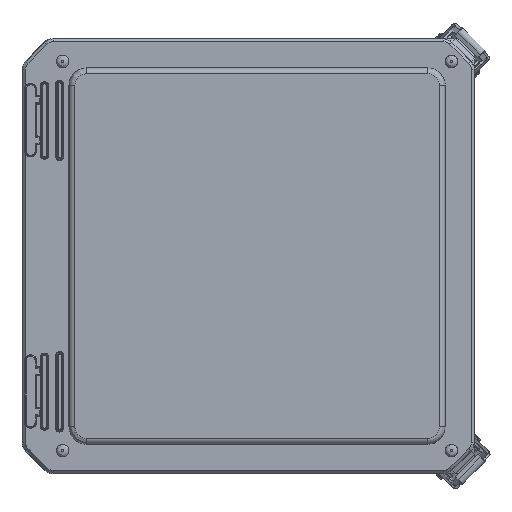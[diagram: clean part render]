
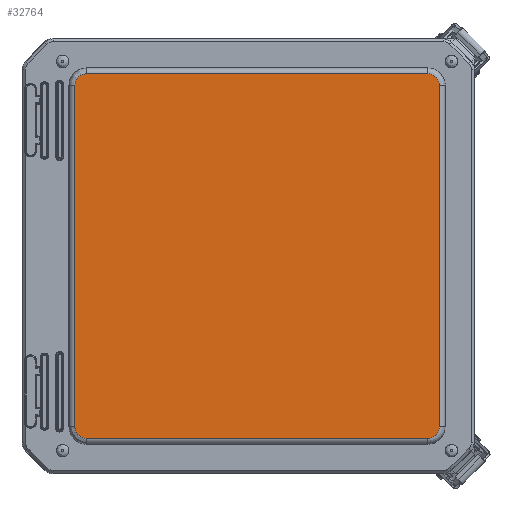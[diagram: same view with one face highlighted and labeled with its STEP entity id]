
A CAD part, top view. The second image highlights one B-rep face of the part: STEP entity #32764.
In plain terms, the highlighted face is planar.
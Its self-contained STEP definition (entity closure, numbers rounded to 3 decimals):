
#978=ELLIPSE($,#36375,0.25,0.25);
#981=ELLIPSE($,#36379,0.25,0.25);
#982=ELLIPSE($,#36385,0.25,0.25);
#985=ELLIPSE($,#36389,0.25,0.25);
#4670=LINE($,#75290,#6962);
#4672=LINE($,#75450,#6964);
#4675=LINE($,#75457,#6967);
#4677=LINE($,#75613,#6969);
#6962=VECTOR($,#45634,7.36);
#6964=VECTOR($,#45654,7.362);
#6967=VECTOR($,#45661,7.362);
#6969=VECTOR($,#45677,7.36);
#7795=PLANE($,#36395);
#9842=FACE_OUTER_BOUND($,#12014,.T.);
#12014=EDGE_LOOP($,(#29907,#29908,#29909,#29910,#29911,#29912,#29913,#29914));
#16165=VERTEX_POINT($,#75287);
#16166=VERTEX_POINT($,#75289);
#16169=VERTEX_POINT($,#75365);
#16170=VERTEX_POINT($,#75441);
#16173=VERTEX_POINT($,#75448);
#16174=VERTEX_POINT($,#75453);
#16177=VERTEX_POINT($,#75539);
#16178=VERTEX_POINT($,#75606);
#20773=EDGE_CURVE($,#16165,#16166,#4670,.T.);
#20777=EDGE_CURVE($,#16169,#16165,#978,.T.);
#20781=EDGE_CURVE($,#16166,#16170,#981,.T.);
#20783=EDGE_CURVE($,#16173,#16169,#4672,.T.);
#20787=EDGE_CURVE($,#16170,#16174,#4675,.T.);
#20789=EDGE_CURVE($,#16177,#16173,#982,.T.);
#20793=EDGE_CURVE($,#16174,#16178,#985,.T.);
#20795=EDGE_CURVE($,#16178,#16177,#4677,.T.);
#29907=ORIENTED_EDGE($,*,*,#20773,.F.);
#29908=ORIENTED_EDGE($,*,*,#20777,.F.);
#29909=ORIENTED_EDGE($,*,*,#20783,.F.);
#29910=ORIENTED_EDGE($,*,*,#20789,.F.);
#29911=ORIENTED_EDGE($,*,*,#20795,.F.);
#29912=ORIENTED_EDGE($,*,*,#20793,.F.);
#29913=ORIENTED_EDGE($,*,*,#20787,.F.);
#29914=ORIENTED_EDGE($,*,*,#20781,.F.);
#32764=ADVANCED_FACE($,(#9842),#7795,.F.);
#36375=AXIS2_PLACEMENT_3D($,#75367,#45640,#45641);
#36379=AXIS2_PLACEMENT_3D($,#75445,#45648,#45649);
#36385=AXIS2_PLACEMENT_3D($,#75541,#45664,#45665);
#36389=AXIS2_PLACEMENT_3D($,#75610,#45672,#45673);
#36395=AXIS2_PLACEMENT_3D($,#75623,#45691,#45692);
#45634=DIRECTION($,(1.,0.,0.));
#45640=DIRECTION('center_axis',(0.,0.,1.));
#45641=DIRECTION('ref_axis',(-0.707,-0.707,0.));
#45648=DIRECTION('center_axis',(0.,0.,1.));
#45649=DIRECTION('ref_axis',(0.707,-0.707,0.));
#45654=DIRECTION($,(0.,-1.,0.));
#45661=DIRECTION($,(0.,1.,0.));
#45664=DIRECTION('center_axis',(0.,0.,1.));
#45665=DIRECTION('ref_axis',(-0.707,0.707,0.));
#45672=DIRECTION('center_axis',(0.,0.,1.));
#45673=DIRECTION('ref_axis',(0.707,0.707,0.));
#45677=DIRECTION($,(-1.,0.,0.));
#45691=DIRECTION('center_axis',(0.,0.,1.));
#45692=DIRECTION('ref_axis',(1.,0.,0.));
#75287=CARTESIAN_POINT('',(-3.492,-3.931,0.));
#75289=CARTESIAN_POINT('',(3.867,-3.931,0.));
#75290=CARTESIAN_POINT($,(-3.492,-3.931,0.));
#75365=CARTESIAN_POINT('',(-3.742,-3.681,0.));
#75367=CARTESIAN_POINT('Origin',(-3.492,-3.681,0.));
#75441=CARTESIAN_POINT('',(4.117,-3.681,0.));
#75445=CARTESIAN_POINT('Origin',(3.867,-3.681,0.));
#75448=CARTESIAN_POINT('',(-3.742,3.681,0.));
#75450=CARTESIAN_POINT($,(-3.742,3.681,0.));
#75453=CARTESIAN_POINT('',(4.117,3.681,0.));
#75457=CARTESIAN_POINT($,(4.117,-3.681,0.));
#75539=CARTESIAN_POINT('',(-3.492,3.931,0.));
#75541=CARTESIAN_POINT('Origin',(-3.492,3.681,0.));
#75606=CARTESIAN_POINT('',(3.867,3.931,0.));
#75610=CARTESIAN_POINT('Origin',(3.867,3.681,0.));
#75613=CARTESIAN_POINT($,(3.867,3.931,0.));
#75623=CARTESIAN_POINT('Origin',(0.188,0.,0.));
